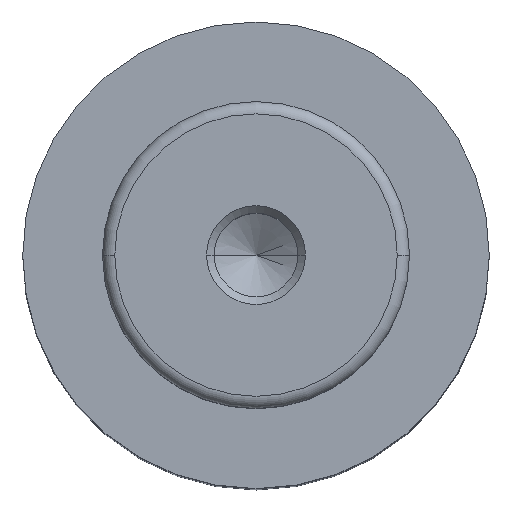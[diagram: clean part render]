
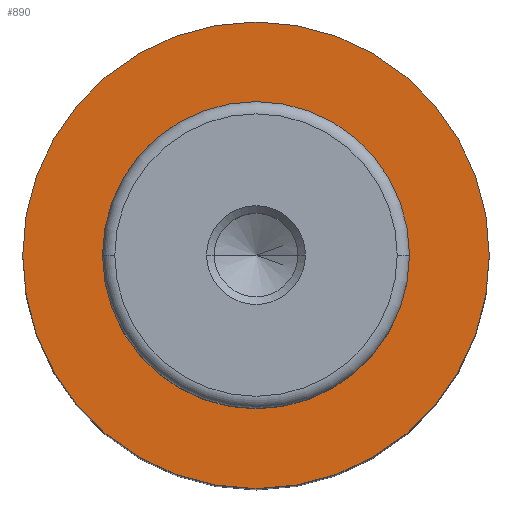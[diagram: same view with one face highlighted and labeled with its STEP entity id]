
A CAD part, top view. The second image highlights one B-rep face of the part: STEP entity #890.
In plain terms, the highlighted planar face has unit normal (0, 0, 1).
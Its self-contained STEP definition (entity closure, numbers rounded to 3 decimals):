
#3 = ORIENTED_EDGE ( 'NONE', *, *, #213, .F. ) ;
#22 = CARTESIAN_POINT ( 'NONE',  ( 0., 0., 63. ) ) ;
#32 = ORIENTED_EDGE ( 'NONE', *, *, #460, .T. ) ;
#104 = CARTESIAN_POINT ( 'NONE',  ( 0., 0., 63. ) ) ;
#127 = VERTEX_POINT ( 'NONE', #742 ) ;
#155 = EDGE_CURVE ( 'NONE', #718, #127, #338, .T. ) ;
#174 = AXIS2_PLACEMENT_3D ( 'NONE', #104, #217, #1148 ) ;
#181 = CARTESIAN_POINT ( 'NONE',  ( 0., 0., 63. ) ) ;
#213 = EDGE_CURVE ( 'NONE', #526, #657, #1195, .T. ) ;
#217 = DIRECTION ( 'NONE',  ( 0., 0., -1. ) ) ;
#248 = EDGE_CURVE ( 'NONE', #657, #526, #516, .T. ) ;
#251 = EDGE_LOOP ( 'NONE', ( #1008, #3 ) ) ;
#299 = CARTESIAN_POINT ( 'NONE',  ( -19., 0., 63. ) ) ;
#310 = DIRECTION ( 'NONE',  ( 1., 0., 0. ) ) ;
#336 = AXIS2_PLACEMENT_3D ( 'NONE', #713, #816, #633 ) ;
#338 = CIRCLE ( 'NONE', #912, 12.5 ) ;
#360 = EDGE_LOOP ( 'NONE', ( #32, #746 ) ) ;
#361 = CARTESIAN_POINT ( 'NONE',  ( 19., 0., 63. ) ) ;
#396 = DIRECTION ( 'NONE',  ( -1., 0., 0. ) ) ;
#399 = FACE_BOUND ( 'NONE', #360, .T. ) ;
#460 = EDGE_CURVE ( 'NONE', #127, #718, #1176, .T. ) ;
#491 = CARTESIAN_POINT ( 'NONE',  ( 12.5, 0., 63. ) ) ;
#495 = DIRECTION ( 'NONE',  ( 0., 0., 1. ) ) ;
#516 = CIRCLE ( 'NONE', #754, 19. ) ;
#526 = VERTEX_POINT ( 'NONE', #361 ) ;
#541 = FACE_OUTER_BOUND ( 'NONE', #251, .T. ) ;
#633 = DIRECTION ( 'NONE',  ( -1., 0., 0. ) ) ;
#657 = VERTEX_POINT ( 'NONE', #299 ) ;
#689 = PLANE ( 'NONE',  #1137 ) ;
#713 = CARTESIAN_POINT ( 'NONE',  ( 0., 0., 63. ) ) ;
#718 = VERTEX_POINT ( 'NONE', #491 ) ;
#742 = CARTESIAN_POINT ( 'NONE',  ( -12.5, 0., 63. ) ) ;
#746 = ORIENTED_EDGE ( 'NONE', *, *, #155, .T. ) ;
#751 = DIRECTION ( 'NONE',  ( 0., 0., -1. ) ) ;
#754 = AXIS2_PLACEMENT_3D ( 'NONE', #22, #751, #396 ) ;
#816 = DIRECTION ( 'NONE',  ( 0., 0., -1. ) ) ;
#837 = DIRECTION ( 'NONE',  ( -1., 0., 0. ) ) ;
#842 = DIRECTION ( 'NONE',  ( 0., 0., -1. ) ) ;
#890 = ADVANCED_FACE ( 'NONE', ( #399, #541 ), #689, .T. ) ;
#912 = AXIS2_PLACEMENT_3D ( 'NONE', #181, #842, #837 ) ;
#1008 = ORIENTED_EDGE ( 'NONE', *, *, #248, .F. ) ;
#1083 = CARTESIAN_POINT ( 'NONE',  ( -12.5, 0., 63. ) ) ;
#1137 = AXIS2_PLACEMENT_3D ( 'NONE', #1083, #495, #310 ) ;
#1148 = DIRECTION ( 'NONE',  ( -1., 0., 0. ) ) ;
#1176 = CIRCLE ( 'NONE', #336, 12.5 ) ;
#1195 = CIRCLE ( 'NONE', #174, 19. ) ;
